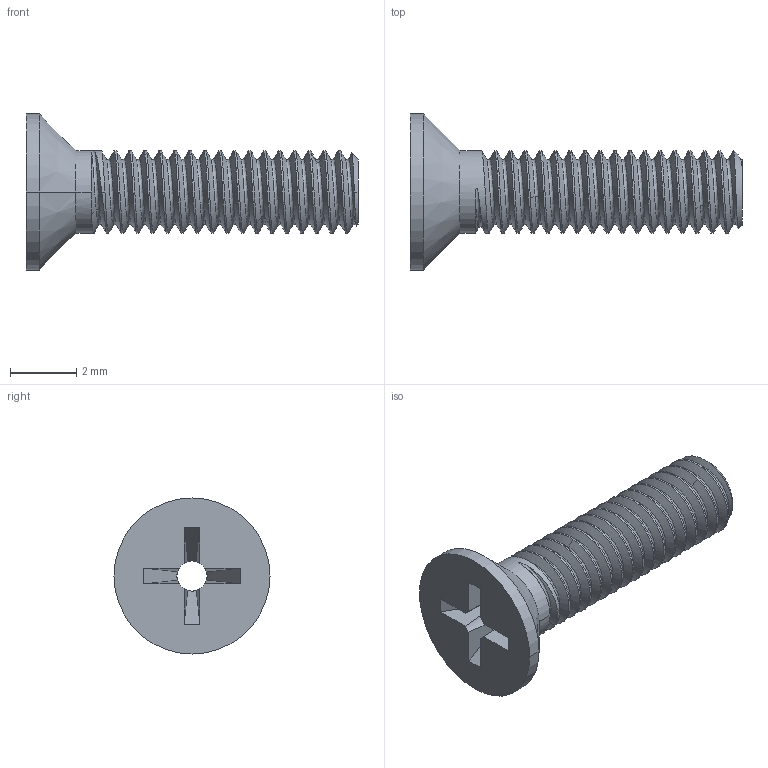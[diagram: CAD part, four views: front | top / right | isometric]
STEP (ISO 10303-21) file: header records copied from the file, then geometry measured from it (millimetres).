
FILE_DESCRIPTION((''),'2;1');
FILE_NAME('001_FLAT_HEAD_PHILLIPS_MM_ASM','2022-11-25T',('SYSTEM'),(''),'PRO/ENGINEER BY PARAMETRIC TECHNOLOGY CORPORATION, 2016360','PRO/ENGINEER BY PARAMETRIC TECHNOLOGY CORPORATION, 2016360','');
FILE_SCHEMA(('AUTOMOTIVE_DESIGN { 1 0 10303 214 1 1 1 1 }'));
Length unit declared in the file: millimetre
Products named in the file (2): MF-254; 001_FLAT_HEAD_PHILLIPS_MM_ASM
Assembly tree (1 placements, depth 2):
  001_FLAT_HEAD_PHILLIPS_MM_ASM
    MF-254
Bounding box: 10 x 4.7 x 4.7 mm (x, y, z)
Volume: 44.3 mm3; surface area: 173.2 mm2
Topology: 1 solids, 1 shells, 82 faces, 226 edges, 146 vertices
Faces by surface type: cylinder 38, bspline 18, plane 14, cone 12
Entity records: 8648 total; most frequent: CARTESIAN_POINT 6654, ORIENTED_EDGE 452, DIRECTION 255, EDGE_CURVE 226, VERTEX_POINT 146, B_SPLINE_CURVE_WITH_KNOTS 130, COLOUR_RGB 110, AXIS2_PLACEMENT_3D 92
